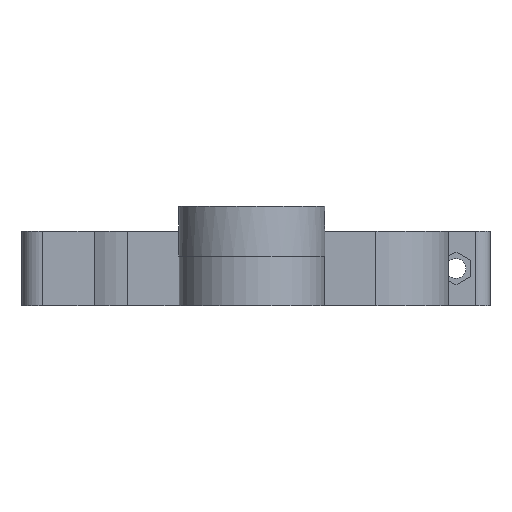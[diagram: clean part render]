
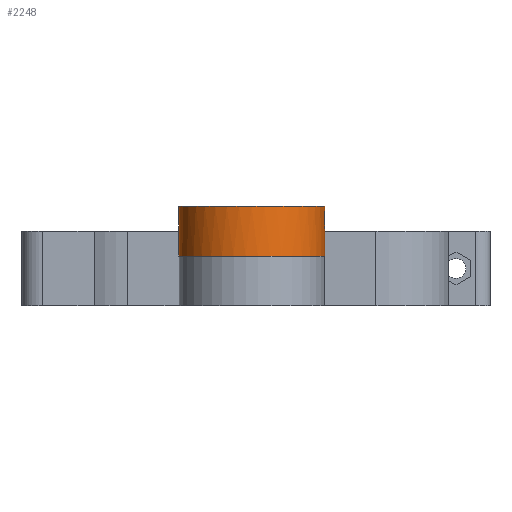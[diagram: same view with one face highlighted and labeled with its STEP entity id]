
A CAD part, left-side view. The second image highlights one B-rep face of the part: STEP entity #2248.
In plain terms, the highlighted cylindrical face has radius 14.7 mm (diameter 29.4 mm), a full revolution.
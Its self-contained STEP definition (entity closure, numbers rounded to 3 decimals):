
#32 = PLANE('',#33);
#33 = AXIS2_PLACEMENT_3D('',#34,#35,#36);
#34 = CARTESIAN_POINT('',(24.948,86.856,15.));
#35 = DIRECTION('',(0.,0.,1.));
#36 = DIRECTION('',(1.,0.,0.));
#273 = VERTEX_POINT('',#274);
#274 = CARTESIAN_POINT('',(15.,62.696,15.));
#288 = PLANE('',#289);
#289 = AXIS2_PLACEMENT_3D('',#290,#291,#292);
#290 = CARTESIAN_POINT('',(15.,62.627,0.));
#291 = DIRECTION('',(-1.,0.,0.));
#292 = DIRECTION('',(0.,1.,0.));
#300 = EDGE_CURVE('',#301,#273,#303,.T.);
#301 = VERTEX_POINT('',#302);
#302 = CARTESIAN_POINT('',(29.35,48.,15.));
#303 = SURFACE_CURVE('',#304,(#309,#316),.PCURVE_S1.);
#304 = CIRCLE('',#305,14.7);
#305 = AXIS2_PLACEMENT_3D('',#306,#307,#308);
#306 = CARTESIAN_POINT('',(14.65,48.,15.));
#307 = DIRECTION('',(0.,0.,1.));
#308 = DIRECTION('',(1.,0.,0.));
#309 = PCURVE('',#32,#310);
#310 = DEFINITIONAL_REPRESENTATION('',(#311),#315);
#311 = CIRCLE('',#312,14.7);
#312 = AXIS2_PLACEMENT_2D('',#313,#314);
#313 = CARTESIAN_POINT('',(-10.298,-38.856));
#314 = DIRECTION('',(1.,0.));
#315 = ( GEOMETRIC_REPRESENTATION_CONTEXT(2) 
PARAMETRIC_REPRESENTATION_CONTEXT() REPRESENTATION_CONTEXT('2D SPACE',''
  ) );
#316 = PCURVE('',#317,#322);
#317 = CYLINDRICAL_SURFACE('',#318,14.7);
#318 = AXIS2_PLACEMENT_3D('',#319,#320,#321);
#319 = CARTESIAN_POINT('',(14.65,48.,10.));
#320 = DIRECTION('',(0.,0.,1.));
#321 = DIRECTION('',(1.,0.,0.));
#322 = DEFINITIONAL_REPRESENTATION('',(#323),#327);
#323 = LINE('',#324,#325);
#324 = CARTESIAN_POINT('',(0.,5.));
#325 = VECTOR('',#326,1.);
#326 = DIRECTION('',(1.,0.));
#327 = ( GEOMETRIC_REPRESENTATION_CONTEXT(2) 
PARAMETRIC_REPRESENTATION_CONTEXT() REPRESENTATION_CONTEXT('2D SPACE',''
  ) );
#329 = EDGE_CURVE('',#330,#301,#332,.T.);
#330 = VERTEX_POINT('',#331);
#331 = CARTESIAN_POINT('',(15.,33.304,15.));
#332 = SURFACE_CURVE('',#333,(#338,#345),.PCURVE_S1.);
#333 = CIRCLE('',#334,14.7);
#334 = AXIS2_PLACEMENT_3D('',#335,#336,#337);
#335 = CARTESIAN_POINT('',(14.65,48.,15.));
#336 = DIRECTION('',(0.,0.,1.));
#337 = DIRECTION('',(1.,0.,0.));
#338 = PCURVE('',#32,#339);
#339 = DEFINITIONAL_REPRESENTATION('',(#340),#344);
#340 = CIRCLE('',#341,14.7);
#341 = AXIS2_PLACEMENT_2D('',#342,#343);
#342 = CARTESIAN_POINT('',(-10.298,-38.856));
#343 = DIRECTION('',(1.,0.));
#344 = ( GEOMETRIC_REPRESENTATION_CONTEXT(2) 
PARAMETRIC_REPRESENTATION_CONTEXT() REPRESENTATION_CONTEXT('2D SPACE',''
  ) );
#345 = PCURVE('',#317,#346);
#346 = DEFINITIONAL_REPRESENTATION('',(#347),#351);
#347 = LINE('',#348,#349);
#348 = CARTESIAN_POINT('',(0.,5.));
#349 = VECTOR('',#350,1.);
#350 = DIRECTION('',(1.,0.));
#351 = ( GEOMETRIC_REPRESENTATION_CONTEXT(2) 
PARAMETRIC_REPRESENTATION_CONTEXT() REPRESENTATION_CONTEXT('2D SPACE',''
  ) );
#369 = PLANE('',#370);
#370 = AXIS2_PLACEMENT_3D('',#371,#372,#373);
#371 = CARTESIAN_POINT('',(15.,22.981,0.));
#372 = DIRECTION('',(-1.,0.,0.));
#373 = DIRECTION('',(0.,1.,0.));
#1996 = VERTEX_POINT('',#1997);
#1997 = CARTESIAN_POINT('',(15.,62.696,10.));
#2010 = PLANE('',#2011);
#2011 = AXIS2_PLACEMENT_3D('',#2012,#2013,#2014);
#2012 = CARTESIAN_POINT('',(14.65,48.,10.));
#2013 = DIRECTION('',(0.,0.,1.));
#2014 = DIRECTION('',(1.,0.,0.));
#2021 = EDGE_CURVE('',#1996,#273,#2022,.T.);
#2022 = SURFACE_CURVE('',#2023,(#2027,#2033),.PCURVE_S1.);
#2023 = LINE('',#2024,#2025);
#2024 = CARTESIAN_POINT('',(15.,62.696,10.));
#2025 = VECTOR('',#2026,1.);
#2026 = DIRECTION('',(0.,0.,1.));
#2027 = PCURVE('',#288,#2028);
#2028 = DEFINITIONAL_REPRESENTATION('',(#2029),#2032);
#2029 = B_SPLINE_CURVE_WITH_KNOTS('',1,(#2030,#2031),.UNSPECIFIED.,.F.,
  .F.,(2,2),(0.,6.5),.PIECEWISE_BEZIER_KNOTS.);
#2030 = CARTESIAN_POINT('',(0.069,-10.));
#2031 = CARTESIAN_POINT('',(0.069,-16.5));
#2032 = ( GEOMETRIC_REPRESENTATION_CONTEXT(2) 
PARAMETRIC_REPRESENTATION_CONTEXT() REPRESENTATION_CONTEXT('2D SPACE',''
  ) );
#2033 = PCURVE('',#317,#2034);
#2034 = DEFINITIONAL_REPRESENTATION('',(#2035),#2038);
#2035 = B_SPLINE_CURVE_WITH_KNOTS('',1,(#2036,#2037),.UNSPECIFIED.,.F.,
  .F.,(2,2),(0.,6.5),.PIECEWISE_BEZIER_KNOTS.);
#2036 = CARTESIAN_POINT('',(1.547,0.));
#2037 = CARTESIAN_POINT('',(1.547,6.5));
#2038 = ( GEOMETRIC_REPRESENTATION_CONTEXT(2) 
PARAMETRIC_REPRESENTATION_CONTEXT() REPRESENTATION_CONTEXT('2D SPACE',''
  ) );
#2248 = ADVANCED_FACE('',(#2249),#317,.T.);
#2249 = FACE_BOUND('',#2250,.T.);
#2250 = EDGE_LOOP('',(#2251,#2274,#2301,#2302,#2303,#2304,#2328,#2347));
#2251 = ORIENTED_EDGE('',*,*,#2252,.T.);
#2252 = EDGE_CURVE('',#301,#2253,#2255,.T.);
#2253 = VERTEX_POINT('',#2254);
#2254 = CARTESIAN_POINT('',(29.35,48.,20.));
#2255 = SEAM_CURVE('',#2256,(#2260,#2267),.PCURVE_S1.);
#2256 = LINE('',#2257,#2258);
#2257 = CARTESIAN_POINT('',(29.35,48.,10.));
#2258 = VECTOR('',#2259,1.);
#2259 = DIRECTION('',(0.,0.,1.));
#2260 = PCURVE('',#317,#2261);
#2261 = DEFINITIONAL_REPRESENTATION('',(#2262),#2266);
#2262 = LINE('',#2263,#2264);
#2263 = CARTESIAN_POINT('',(6.283,0.));
#2264 = VECTOR('',#2265,1.);
#2265 = DIRECTION('',(0.,1.));
#2266 = ( GEOMETRIC_REPRESENTATION_CONTEXT(2) 
PARAMETRIC_REPRESENTATION_CONTEXT() REPRESENTATION_CONTEXT('2D SPACE',''
  ) );
#2267 = PCURVE('',#317,#2268);
#2268 = DEFINITIONAL_REPRESENTATION('',(#2269),#2273);
#2269 = LINE('',#2270,#2271);
#2270 = CARTESIAN_POINT('',(0.,0.));
#2271 = VECTOR('',#2272,1.);
#2272 = DIRECTION('',(0.,1.));
#2273 = ( GEOMETRIC_REPRESENTATION_CONTEXT(2) 
PARAMETRIC_REPRESENTATION_CONTEXT() REPRESENTATION_CONTEXT('2D SPACE',''
  ) );
#2274 = ORIENTED_EDGE('',*,*,#2275,.F.);
#2275 = EDGE_CURVE('',#2253,#2253,#2276,.T.);
#2276 = SURFACE_CURVE('',#2277,(#2282,#2289),.PCURVE_S1.);
#2277 = CIRCLE('',#2278,14.7);
#2278 = AXIS2_PLACEMENT_3D('',#2279,#2280,#2281);
#2279 = CARTESIAN_POINT('',(14.65,48.,20.));
#2280 = DIRECTION('',(0.,0.,1.));
#2281 = DIRECTION('',(1.,0.,0.));
#2282 = PCURVE('',#317,#2283);
#2283 = DEFINITIONAL_REPRESENTATION('',(#2284),#2288);
#2284 = LINE('',#2285,#2286);
#2285 = CARTESIAN_POINT('',(0.,10.));
#2286 = VECTOR('',#2287,1.);
#2287 = DIRECTION('',(1.,0.));
#2288 = ( GEOMETRIC_REPRESENTATION_CONTEXT(2) 
PARAMETRIC_REPRESENTATION_CONTEXT() REPRESENTATION_CONTEXT('2D SPACE',''
  ) );
#2289 = PCURVE('',#2290,#2295);
#2290 = PLANE('',#2291);
#2291 = AXIS2_PLACEMENT_3D('',#2292,#2293,#2294);
#2292 = CARTESIAN_POINT('',(14.65,48.,20.));
#2293 = DIRECTION('',(0.,0.,1.));
#2294 = DIRECTION('',(1.,0.,0.));
#2295 = DEFINITIONAL_REPRESENTATION('',(#2296),#2300);
#2296 = CIRCLE('',#2297,14.7);
#2297 = AXIS2_PLACEMENT_2D('',#2298,#2299);
#2298 = CARTESIAN_POINT('',(0.,0.));
#2299 = DIRECTION('',(1.,0.));
#2300 = ( GEOMETRIC_REPRESENTATION_CONTEXT(2) 
PARAMETRIC_REPRESENTATION_CONTEXT() REPRESENTATION_CONTEXT('2D SPACE',''
  ) );
#2301 = ORIENTED_EDGE('',*,*,#2252,.F.);
#2302 = ORIENTED_EDGE('',*,*,#300,.T.);
#2303 = ORIENTED_EDGE('',*,*,#2021,.F.);
#2304 = ORIENTED_EDGE('',*,*,#2305,.T.);
#2305 = EDGE_CURVE('',#1996,#2306,#2308,.T.);
#2306 = VERTEX_POINT('',#2307);
#2307 = CARTESIAN_POINT('',(15.,33.304,10.));
#2308 = SURFACE_CURVE('',#2309,(#2314,#2321),.PCURVE_S1.);
#2309 = CIRCLE('',#2310,14.7);
#2310 = AXIS2_PLACEMENT_3D('',#2311,#2312,#2313);
#2311 = CARTESIAN_POINT('',(14.65,48.,10.));
#2312 = DIRECTION('',(0.,0.,1.));
#2313 = DIRECTION('',(1.,0.,0.));
#2314 = PCURVE('',#317,#2315);
#2315 = DEFINITIONAL_REPRESENTATION('',(#2316),#2320);
#2316 = LINE('',#2317,#2318);
#2317 = CARTESIAN_POINT('',(0.,0.));
#2318 = VECTOR('',#2319,1.);
#2319 = DIRECTION('',(1.,0.));
#2320 = ( GEOMETRIC_REPRESENTATION_CONTEXT(2) 
PARAMETRIC_REPRESENTATION_CONTEXT() REPRESENTATION_CONTEXT('2D SPACE',''
  ) );
#2321 = PCURVE('',#2010,#2322);
#2322 = DEFINITIONAL_REPRESENTATION('',(#2323),#2327);
#2323 = CIRCLE('',#2324,14.7);
#2324 = AXIS2_PLACEMENT_2D('',#2325,#2326);
#2325 = CARTESIAN_POINT('',(0.,0.));
#2326 = DIRECTION('',(1.,0.));
#2327 = ( GEOMETRIC_REPRESENTATION_CONTEXT(2) 
PARAMETRIC_REPRESENTATION_CONTEXT() REPRESENTATION_CONTEXT('2D SPACE',''
  ) );
#2328 = ORIENTED_EDGE('',*,*,#2329,.T.);
#2329 = EDGE_CURVE('',#2306,#330,#2330,.T.);
#2330 = SURFACE_CURVE('',#2331,(#2335,#2341),.PCURVE_S1.);
#2331 = LINE('',#2332,#2333);
#2332 = CARTESIAN_POINT('',(15.,33.304,10.));
#2333 = VECTOR('',#2334,1.);
#2334 = DIRECTION('',(0.,0.,1.));
#2335 = PCURVE('',#317,#2336);
#2336 = DEFINITIONAL_REPRESENTATION('',(#2337),#2340);
#2337 = B_SPLINE_CURVE_WITH_KNOTS('',1,(#2338,#2339),.UNSPECIFIED.,.F.,
  .F.,(2,2),(0.,6.5),.PIECEWISE_BEZIER_KNOTS.);
#2338 = CARTESIAN_POINT('',(4.736,0.));
#2339 = CARTESIAN_POINT('',(4.736,6.5));
#2340 = ( GEOMETRIC_REPRESENTATION_CONTEXT(2) 
PARAMETRIC_REPRESENTATION_CONTEXT() REPRESENTATION_CONTEXT('2D SPACE',''
  ) );
#2341 = PCURVE('',#369,#2342);
#2342 = DEFINITIONAL_REPRESENTATION('',(#2343),#2346);
#2343 = B_SPLINE_CURVE_WITH_KNOTS('',1,(#2344,#2345),.UNSPECIFIED.,.F.,
  .F.,(2,2),(0.,6.5),.PIECEWISE_BEZIER_KNOTS.);
#2344 = CARTESIAN_POINT('',(10.323,-10.));
#2345 = CARTESIAN_POINT('',(10.323,-16.5));
#2346 = ( GEOMETRIC_REPRESENTATION_CONTEXT(2) 
PARAMETRIC_REPRESENTATION_CONTEXT() REPRESENTATION_CONTEXT('2D SPACE',''
  ) );
#2347 = ORIENTED_EDGE('',*,*,#329,.T.);
